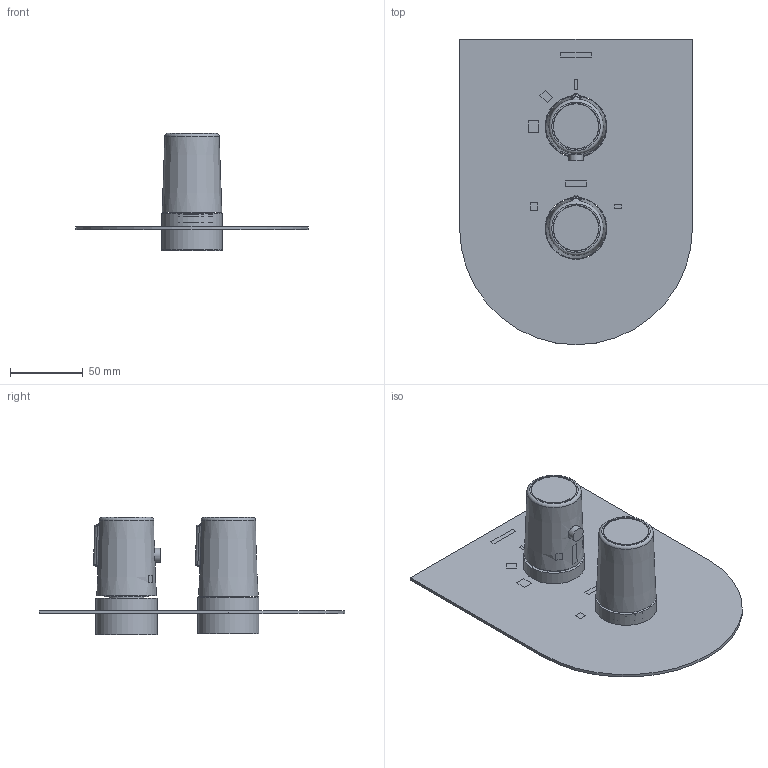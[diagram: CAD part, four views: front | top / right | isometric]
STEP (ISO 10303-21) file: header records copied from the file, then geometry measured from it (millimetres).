
FILE_DESCRIPTION (( 'STEP AP203' ), '1' );
FILE_NAME ('34DP02492.STEP', '2021-01-05T11:51:13', ( '' ), ( '' ), 'SwSTEP 2.0', 'SolidWorks 2018', '' );
FILE_SCHEMA (( 'CONFIG_CONTROL_DESIGN' ));
Length unit declared in the file: millimetre
Products named in the file (1): 34DP02492
Bounding box: 160 x 210 x 80.55 mm (x, y, z)
Volume: 124442.4 mm3; surface area: 119410.9 mm2
Topology: 10 solids, 10 shells, 398 faces, 1007 edges, 663 vertices
Faces by surface type: plane 218, cylinder 103, cone 37, bspline 29, torus 9, sphere 2
Full cylindrical faces by diameter (mm): 3 x1, 3.1 x2, 3.3 x1, 4.15 x1, 4.2 x1, 4.65 x1, 6.28 x1, 6.5 x1, 9.8 x2, 10.1 x1, 12.45 x1, 12.5 x1, 21 x1, 22 x1, 23.2 x1, 23.8 x1, 24 x2, 24.4 x1, 25.3 x2, 26.441 x1, 28.3 x2, 30 x1, 34 x1, 35.5 x1, 35.8 x1, 39 x1, 40.5 x2, 42 x2, 42.5 x2
Entity records: 14653 total; most frequent: CARTESIAN_POINT 5547, ORIENTED_EDGE 1820, DIRECTION 1783, EDGE_CURVE 910, AXIS2_PLACEMENT_3D 669, VERTEX_POINT 644, EDGE_LOOP 532, VECTOR 445
